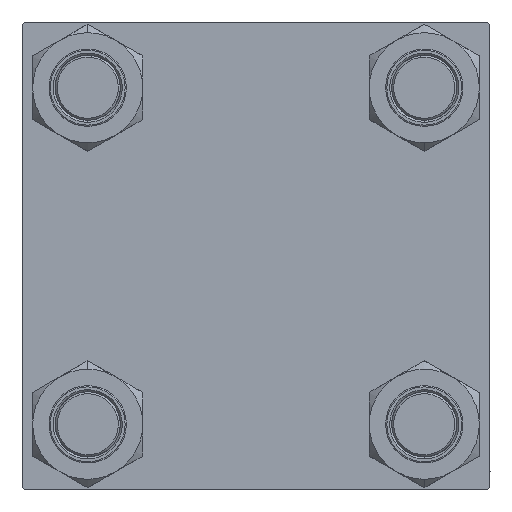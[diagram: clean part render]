
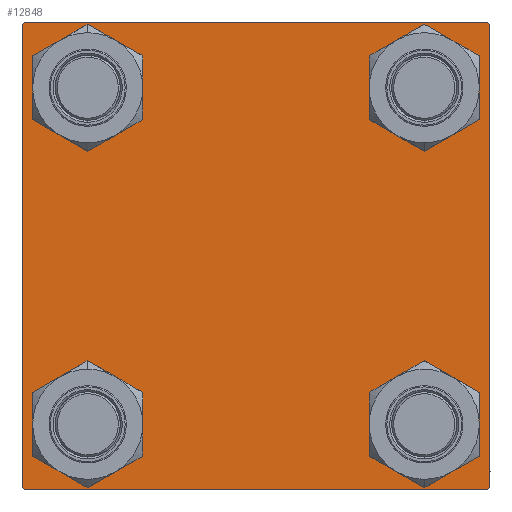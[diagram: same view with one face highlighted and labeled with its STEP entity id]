
A CAD part, left-side view. The second image highlights one B-rep face of the part: STEP entity #12848.
In plain terms, the highlighted planar face has unit normal (-1, 0, 0).
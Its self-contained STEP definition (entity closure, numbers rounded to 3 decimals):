
#513 = EDGE_CURVE ( 'NONE', #3772, #39768, #41076, .T. ) ;
#853 = AXIS2_PLACEMENT_3D ( 'NONE', #21689, #30130, #4277 ) ;
#1121 = VECTOR ( 'NONE', #13675, 1000. ) ;
#2168 = AXIS2_PLACEMENT_3D ( 'NONE', #18696, #34822, #38793 ) ;
#2180 = CIRCLE ( 'NONE', #38543, 8.5 ) ;
#2183 = AXIS2_PLACEMENT_3D ( 'NONE', #31863, #15204, #31355 ) ;
#2474 = CARTESIAN_POINT ( 'NONE',  ( 0., -57.25, 57.25 ) ) ;
#2530 = ORIENTED_EDGE ( 'NONE', *, *, #25381, .F. ) ;
#2868 = CARTESIAN_POINT ( 'NONE',  ( 0., -41.35, -49.85 ) ) ;
#2916 = FACE_OUTER_BOUND ( 'NONE', #11114, .T. ) ;
#3174 = VECTOR ( 'NONE', #26580, 1000. ) ;
#3772 = VERTEX_POINT ( 'NONE', #2868 ) ;
#3790 = CARTESIAN_POINT ( 'NONE',  ( 0., 57.5, 57. ) ) ;
#4070 = CARTESIAN_POINT ( 'NONE',  ( 0., -41.35, 49.85 ) ) ;
#4185 = EDGE_LOOP ( 'NONE', ( #22267, #27811 ) ) ;
#4277 = DIRECTION ( 'NONE',  ( 0., 0., 1. ) ) ;
#5082 = CARTESIAN_POINT ( 'NONE',  ( 0., 57., 57.5 ) ) ;
#5357 = DIRECTION ( 'NONE',  ( 1., 0., 0. ) ) ;
#5653 = CIRCLE ( 'NONE', #25140, 8.5 ) ;
#5808 = CARTESIAN_POINT ( 'NONE',  ( 0., 41.35, -32.85 ) ) ;
#6835 = LINE ( 'NONE', #30668, #22122 ) ;
#6853 = ORIENTED_EDGE ( 'NONE', *, *, #42447, .T. ) ;
#7464 = EDGE_CURVE ( 'NONE', #39768, #3772, #8119, .T. ) ;
#7601 = CIRCLE ( 'NONE', #16070, 8.5 ) ;
#7609 = CARTESIAN_POINT ( 'NONE',  ( 0., 41.35, -49.85 ) ) ;
#8119 = CIRCLE ( 'NONE', #2183, 8.5 ) ;
#8735 = ORIENTED_EDGE ( 'NONE', *, *, #513, .T. ) ;
#9037 = LINE ( 'NONE', #50081, #19859 ) ;
#9053 = DIRECTION ( 'NONE',  ( 1., 0., 0. ) ) ;
#9338 = ORIENTED_EDGE ( 'NONE', *, *, #14824, .T. ) ;
#9354 = ORIENTED_EDGE ( 'NONE', *, *, #26792, .T. ) ;
#9619 = CARTESIAN_POINT ( 'NONE',  ( 0., 41.35, 41.35 ) ) ;
#10541 = DIRECTION ( 'NONE',  ( 1., 0., 0. ) ) ;
#10957 = CARTESIAN_POINT ( 'NONE',  ( 0., 41.35, 32.85 ) ) ;
#11114 = EDGE_LOOP ( 'NONE', ( #24836, #14114, #6853, #36467, #12649, #9338, #2530, #9354 ) ) ;
#11656 = FACE_BOUND ( 'NONE', #39958, .T. ) ;
#12042 = CARTESIAN_POINT ( 'NONE',  ( 0., 57.5, -57. ) ) ;
#12649 = ORIENTED_EDGE ( 'NONE', *, *, #43536, .F. ) ;
#12848 = ADVANCED_FACE ( 'NONE', ( #38390, #11656, #19358, #35483, #2916 ), #34959, .T. ) ;
#13675 = DIRECTION ( 'NONE',  ( 0., 0., -1. ) ) ;
#14114 = ORIENTED_EDGE ( 'NONE', *, *, #16320, .T. ) ;
#14168 = DIRECTION ( 'NONE',  ( 0., -0.707, -0.707 ) ) ;
#14395 = CARTESIAN_POINT ( 'NONE',  ( 0., -41.35, 41.35 ) ) ;
#14824 = EDGE_CURVE ( 'NONE', #37986, #43807, #43540, .T. ) ;
#15204 = DIRECTION ( 'NONE',  ( 1., 0., 0. ) ) ;
#16070 = AXIS2_PLACEMENT_3D ( 'NONE', #21285, #5357, #29979 ) ;
#16320 = EDGE_CURVE ( 'NONE', #23099, #18089, #26083, .T. ) ;
#16419 = DIRECTION ( 'NONE',  ( 0., 0., -1. ) ) ;
#16819 = ORIENTED_EDGE ( 'NONE', *, *, #52201, .T. ) ;
#16935 = VERTEX_POINT ( 'NONE', #5808 ) ;
#17232 = VERTEX_POINT ( 'NONE', #4070 ) ;
#17654 = CARTESIAN_POINT ( 'NONE',  ( 0., 57.5, 57.5 ) ) ;
#18089 = VERTEX_POINT ( 'NONE', #35925 ) ;
#18652 = DIRECTION ( 'NONE',  ( 0., 0., 1. ) ) ;
#18696 = CARTESIAN_POINT ( 'NONE',  ( 0., -41.35, -41.35 ) ) ;
#19179 = CARTESIAN_POINT ( 'NONE',  ( 0., 57.5, 57.5 ) ) ;
#19358 = FACE_BOUND ( 'NONE', #4185, .T. ) ;
#19433 = VERTEX_POINT ( 'NONE', #10957 ) ;
#19859 = VECTOR ( 'NONE', #49305, 1000. ) ;
#20667 = LINE ( 'NONE', #31094, #42895 ) ;
#21183 = CIRCLE ( 'NONE', #853, 8.5 ) ;
#21259 = DIRECTION ( 'NONE',  ( 0., 0., 1. ) ) ;
#21285 = CARTESIAN_POINT ( 'NONE',  ( 0., -41.35, 41.35 ) ) ;
#21590 = CARTESIAN_POINT ( 'NONE',  ( 0., -57.5, 57. ) ) ;
#21689 = CARTESIAN_POINT ( 'NONE',  ( 0., 41.35, 41.35 ) ) ;
#22122 = VECTOR ( 'NONE', #23018, 1000. ) ;
#22194 = EDGE_CURVE ( 'NONE', #51987, #17232, #50706, .T. ) ;
#22267 = ORIENTED_EDGE ( 'NONE', *, *, #44339, .T. ) ;
#22471 = CARTESIAN_POINT ( 'NONE',  ( 0., 41.35, -41.35 ) ) ;
#22714 = VECTOR ( 'NONE', #14168, 1000. ) ;
#23018 = DIRECTION ( 'NONE',  ( 0., 0.707, -0.707 ) ) ;
#23099 = VERTEX_POINT ( 'NONE', #12042 ) ;
#24718 = EDGE_LOOP ( 'NONE', ( #40411, #16819 ) ) ;
#24836 = ORIENTED_EDGE ( 'NONE', *, *, #32672, .T. ) ;
#25140 = AXIS2_PLACEMENT_3D ( 'NONE', #33148, #9053, #21259 ) ;
#25273 = EDGE_CURVE ( 'NONE', #37625, #19433, #45738, .T. ) ;
#25381 = EDGE_CURVE ( 'NONE', #33284, #43807, #43800, .T. ) ;
#26083 = LINE ( 'NONE', #41453, #22714 ) ;
#26580 = DIRECTION ( 'NONE',  ( 0., 0.707, 0.707 ) ) ;
#26765 = VERTEX_POINT ( 'NONE', #46821 ) ;
#26792 = EDGE_CURVE ( 'NONE', #33284, #50455, #6835, .T. ) ;
#27811 = ORIENTED_EDGE ( 'NONE', *, *, #41901, .T. ) ;
#29979 = DIRECTION ( 'NONE',  ( 0., 0., 1. ) ) ;
#30130 = DIRECTION ( 'NONE',  ( 1., 0., 0. ) ) ;
#30668 = CARTESIAN_POINT ( 'NONE',  ( 0., 57.25, 57.25 ) ) ;
#31043 = ORIENTED_EDGE ( 'NONE', *, *, #22194, .T. ) ;
#31070 = CARTESIAN_POINT ( 'NONE',  ( 0., -41.35, 32.85 ) ) ;
#31094 = CARTESIAN_POINT ( 'NONE',  ( 0., -57.5, 57.5 ) ) ;
#31355 = DIRECTION ( 'NONE',  ( 0., 0., 1. ) ) ;
#31863 = CARTESIAN_POINT ( 'NONE',  ( 0., -41.35, -41.35 ) ) ;
#31929 = CARTESIAN_POINT ( 'NONE',  ( 0., 41.35, 49.85 ) ) ;
#32033 = CARTESIAN_POINT ( 'NONE',  ( 0., 0., 0. ) ) ;
#32298 = CARTESIAN_POINT ( 'NONE',  ( 0., 57.5, -57.5 ) ) ;
#32672 = EDGE_CURVE ( 'NONE', #50455, #23099, #42018, .T. ) ;
#33148 = CARTESIAN_POINT ( 'NONE',  ( 0., 41.35, -41.35 ) ) ;
#33284 = VERTEX_POINT ( 'NONE', #5082 ) ;
#34822 = DIRECTION ( 'NONE',  ( 1., 0., 0. ) ) ;
#34959 = PLANE ( 'NONE',  #50473 ) ;
#35359 = VERTEX_POINT ( 'NONE', #7609 ) ;
#35483 = FACE_BOUND ( 'NONE', #24718, .T. ) ;
#35575 = VECTOR ( 'NONE', #51482, 1000. ) ;
#35625 = EDGE_CURVE ( 'NONE', #42455, #26765, #9037, .T. ) ;
#35925 = CARTESIAN_POINT ( 'NONE',  ( 0., 57., -57.5 ) ) ;
#36434 = AXIS2_PLACEMENT_3D ( 'NONE', #9619, #38750, #18652 ) ;
#36467 = ORIENTED_EDGE ( 'NONE', *, *, #35625, .T. ) ;
#37625 = VERTEX_POINT ( 'NONE', #31929 ) ;
#37986 = VERTEX_POINT ( 'NONE', #21590 ) ;
#38390 = FACE_BOUND ( 'NONE', #45594, .T. ) ;
#38426 = ORIENTED_EDGE ( 'NONE', *, *, #51380, .T. ) ;
#38543 = AXIS2_PLACEMENT_3D ( 'NONE', #22471, #10541, #46294 ) ;
#38750 = DIRECTION ( 'NONE',  ( 1., 0., 0. ) ) ;
#38793 = DIRECTION ( 'NONE',  ( 0., 0., 1. ) ) ;
#38858 = AXIS2_PLACEMENT_3D ( 'NONE', #14395, #42466, #46699 ) ;
#39768 = VERTEX_POINT ( 'NONE', #52159 ) ;
#39958 = EDGE_LOOP ( 'NONE', ( #42593, #8735 ) ) ;
#40411 = ORIENTED_EDGE ( 'NONE', *, *, #25273, .T. ) ;
#41076 = CIRCLE ( 'NONE', #2168, 8.5 ) ;
#41453 = CARTESIAN_POINT ( 'NONE',  ( 0., 57.25, -57.25 ) ) ;
#41901 = EDGE_CURVE ( 'NONE', #35359, #16935, #2180, .T. ) ;
#42018 = LINE ( 'NONE', #17654, #1121 ) ;
#42447 = EDGE_CURVE ( 'NONE', #18089, #42455, #48721, .T. ) ;
#42455 = VERTEX_POINT ( 'NONE', #52448 ) ;
#42466 = DIRECTION ( 'NONE',  ( 1., 0., 0. ) ) ;
#42593 = ORIENTED_EDGE ( 'NONE', *, *, #7464, .T. ) ;
#42856 = VECTOR ( 'NONE', #44491, 1000. ) ;
#42895 = VECTOR ( 'NONE', #16419, 1000. ) ;
#43536 = EDGE_CURVE ( 'NONE', #37986, #26765, #20667, .T. ) ;
#43540 = LINE ( 'NONE', #2474, #3174 ) ;
#43800 = LINE ( 'NONE', #19179, #35575 ) ;
#43807 = VERTEX_POINT ( 'NONE', #51548 ) ;
#43966 = DIRECTION ( 'NONE',  ( -1., 0., 0. ) ) ;
#44339 = EDGE_CURVE ( 'NONE', #16935, #35359, #5653, .T. ) ;
#44491 = DIRECTION ( 'NONE',  ( 0., -1., 0. ) ) ;
#45594 = EDGE_LOOP ( 'NONE', ( #38426, #31043 ) ) ;
#45738 = CIRCLE ( 'NONE', #36434, 8.5 ) ;
#46294 = DIRECTION ( 'NONE',  ( 0., 0., 1. ) ) ;
#46699 = DIRECTION ( 'NONE',  ( 0., 0., 1. ) ) ;
#46821 = CARTESIAN_POINT ( 'NONE',  ( 0., -57.5, -57. ) ) ;
#47675 = DIRECTION ( 'NONE',  ( 0., 0., 1. ) ) ;
#48721 = LINE ( 'NONE', #32298, #42856 ) ;
#49305 = DIRECTION ( 'NONE',  ( 0., -0.707, 0.707 ) ) ;
#50081 = CARTESIAN_POINT ( 'NONE',  ( 0., -57.25, -57.25 ) ) ;
#50455 = VERTEX_POINT ( 'NONE', #3790 ) ;
#50473 = AXIS2_PLACEMENT_3D ( 'NONE', #32033, #43966, #47675 ) ;
#50706 = CIRCLE ( 'NONE', #38858, 8.5 ) ;
#51380 = EDGE_CURVE ( 'NONE', #17232, #51987, #7601, .T. ) ;
#51482 = DIRECTION ( 'NONE',  ( 0., -1., 0. ) ) ;
#51548 = CARTESIAN_POINT ( 'NONE',  ( 0., -57., 57.5 ) ) ;
#51987 = VERTEX_POINT ( 'NONE', #31070 ) ;
#52159 = CARTESIAN_POINT ( 'NONE',  ( 0., -41.35, -32.85 ) ) ;
#52201 = EDGE_CURVE ( 'NONE', #19433, #37625, #21183, .T. ) ;
#52448 = CARTESIAN_POINT ( 'NONE',  ( 0., -57., -57.5 ) ) ;
